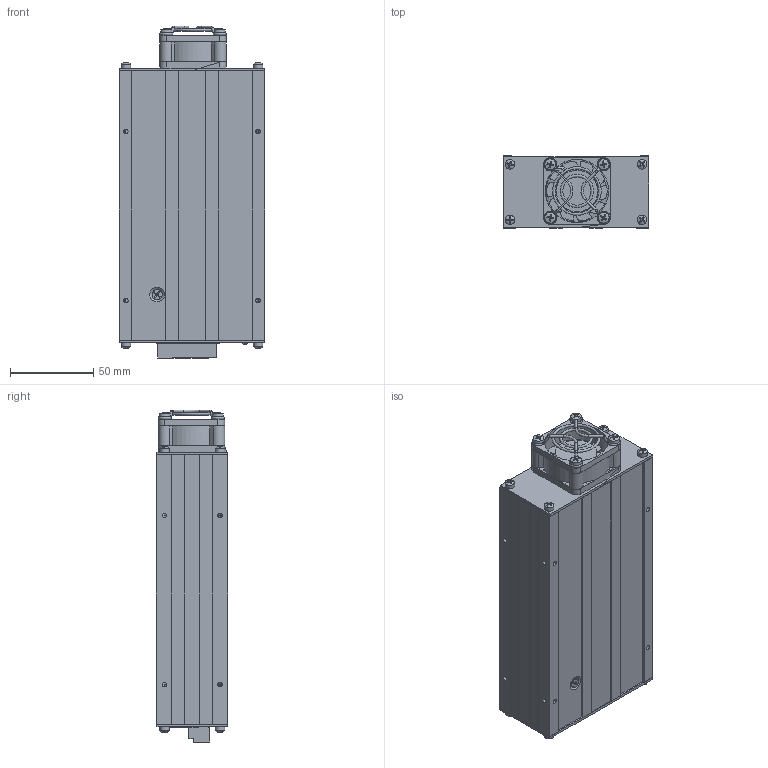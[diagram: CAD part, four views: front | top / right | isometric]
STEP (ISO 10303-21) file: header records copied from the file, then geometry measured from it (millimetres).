
FILE_DESCRIPTION(('WN6A CASE'),'2;1');
FILE_NAME('WN6A 10-25-11B.stp','2011-10-25T16:49:23',('JDietsch'),('ACOPIAN TECHNICAL COMPANY'),'Autodesk Inventor 2011','Autodesk Inventor 2011','ACOPIAN TECHNICAL COMPANY');
FILE_SCHEMA(('CONFIG_CONTROL_DESIGN'));
Length unit declared in the file: inch
Products named in the file (17): WN6 CASE GENERIC.iam (WN6A); New E200-44 EXTRUSION 3.5 NS HOUSING; E200-30, SCREEN F6; E4700-2 WN6, COVER FRONT; Cross Recessed Fillister Head Tapping Screw - Type F - Type I No. 6 - 32 - 1/2; New E4500-22 COVER, WN6 REAR - 1 FAN; FAN 40x40x20 WITH COVER; Fan 12V 40x20; FAN GUARD 40mm; Cross Recessed Pan Head Tapping Screw - Type AB - Type I - Inch No. 6-20 - 1; Cross Recessed Flat Countersunk Head Tapping Screw - Type C - Type I - Inch 6-32 UNC - 0.375; WN6 BOARD; PEM Fasteners For Use With PC Boards KPS6 - Inch KPS6-632-8; header_5.08mm_7pl_90; plug_5.08mm_7pl; LOGO CLEAR
Assembly tree (28 placements, depth 3):
  WN6 CASE GENERIC.iam (WN6A)
    New E200-44 EXTRUSION 3.5 NS HOUSING
    E200-30, SCREEN F6
    E4700-2 WN6, COVER FRONT
    Cross Recessed Fillister Head Tapping Screw - Type F - Type I No. 6 - 32 - 1/2  x8
    New E4500-22 COVER, WN6 REAR - 1 FAN
    FAN 40x40x20 WITH COVER
      Fan 12V 40x20
      FAN GUARD 40mm
    Cross Recessed Pan Head Tapping Screw - Type AB - Type I - Inch No. 6-20 - 1  x4
    Cross Recessed Flat Countersunk Head Tapping Screw - Type C - Type I - Inch 6-32 UNC - 0.375  x3
    WN6 BOARD
      WN6 BOARD
      PEM Fasteners For Use With PC Boards KPS6 - Inch KPS6-632-8
      header_5.08mm_7pl_90
    plug_5.08mm_7pl
    LOGO CLEAR
Bounding box: 87.63 x 43.18 x 199.49 mm (x, y, z)
Volume: 196350.4 mm3; surface area: 168728.1 mm2
Topology: 30 solids, 30 shells, 2532 faces, 6882 edges, 4544 vertices
Faces by surface type: plane 1582, cylinder 347, bspline 329, cone 178, torus 80, sphere 16
Full cylindrical faces by diameter (mm): 0.508 x1, 0.813 x31, 1.524 x8, 1.778 x4, 2.413 x1, 2.642 x9, 2.778 x4, 3.175 x2, 3.5 x4, 3.505 x16, 3.9 x7, 3.969 x1, 4.2 x7, 4.366 x8, 4.572 x1, 5.159 x1, 5.334 x3, 5.41 x1, 5.74 x8, 6.045 x3, 7.137 x1, 7.158 x1, 10.16 x4, 11.362 x1, 25 x1, 25.4 x3, 36.513 x1, 38 x1
Entity records: 73640 total; most frequent: CARTESIAN_POINT 18931, ORIENTED_EDGE 11644, DIRECTION 9757, EDGE_CURVE 5822, VECTOR 4205, LINE 4205, VERTEX_POINT 3949, EDGE_LOOP 2810
